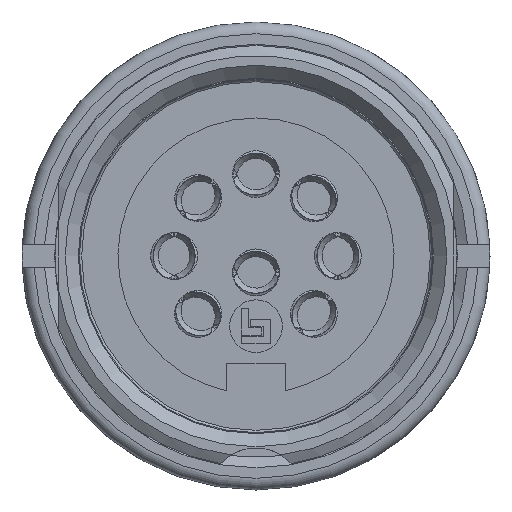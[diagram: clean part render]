
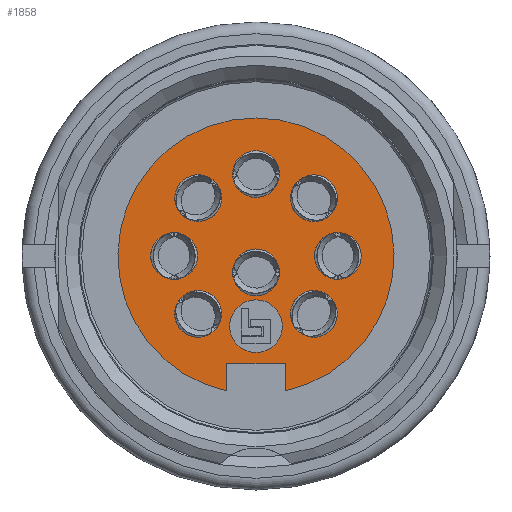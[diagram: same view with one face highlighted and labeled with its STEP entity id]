
A CAD part, left-side view. The second image highlights one B-rep face of the part: STEP entity #1858.
In plain terms, the highlighted planar face has unit normal (-1, 0, 0).
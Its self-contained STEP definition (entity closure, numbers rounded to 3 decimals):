
#878=FACE_BOUND('',#3447,.T.);
#879=FACE_BOUND('',#3448,.T.);
#880=FACE_BOUND('',#3449,.T.);
#881=FACE_BOUND('',#3450,.T.);
#882=FACE_BOUND('',#3451,.T.);
#883=FACE_BOUND('',#3452,.T.);
#884=FACE_BOUND('',#3453,.T.);
#885=FACE_BOUND('',#3454,.T.);
#886=FACE_BOUND('',#3455,.T.);
#887=FACE_BOUND('',#3456,.T.);
#1212=PLANE('',#13367);
#1858=ADVANCED_FACE('',(#878,#879,#880,#881,#882,#883,#884,#885,#886,#887),
#1212,.T.);
#3447=EDGE_LOOP('',(#8745));
#3448=EDGE_LOOP('',(#8746));
#3449=EDGE_LOOP('',(#8747));
#3450=EDGE_LOOP('',(#8748));
#3451=EDGE_LOOP('',(#8749));
#3452=EDGE_LOOP('',(#8750));
#3453=EDGE_LOOP('',(#8751));
#3454=EDGE_LOOP('',(#8752));
#3455=EDGE_LOOP('',(#8753,#8754,#8755,#8756));
#3456=EDGE_LOOP('',(#8757));
#4397=LINE('',#23679,#5312);
#4398=LINE('',#23682,#5313);
#4399=LINE('',#23686,#5314);
#5312=VECTOR('',#16241,1.);
#5313=VECTOR('',#16242,1.);
#5314=VECTOR('',#16245,1.);
#8745=ORIENTED_EDGE('',*,*,#11911,.T.);
#8746=ORIENTED_EDGE('',*,*,#11910,.T.);
#8747=ORIENTED_EDGE('',*,*,#11909,.T.);
#8748=ORIENTED_EDGE('',*,*,#11908,.T.);
#8749=ORIENTED_EDGE('',*,*,#11907,.T.);
#8750=ORIENTED_EDGE('',*,*,#11906,.T.);
#8751=ORIENTED_EDGE('',*,*,#11905,.T.);
#8752=ORIENTED_EDGE('',*,*,#11904,.T.);
#8753=ORIENTED_EDGE('',*,*,#11912,.T.);
#8754=ORIENTED_EDGE('',*,*,#11913,.T.);
#8755=ORIENTED_EDGE('',*,*,#11914,.F.);
#8756=ORIENTED_EDGE('',*,*,#11915,.T.);
#8757=ORIENTED_EDGE('',*,*,#11916,.T.);
#10118=VERTEX_POINT('',#23656);
#10119=VERTEX_POINT('',#23659);
#10120=VERTEX_POINT('',#23662);
#10121=VERTEX_POINT('',#23665);
#10122=VERTEX_POINT('',#23668);
#10123=VERTEX_POINT('',#23671);
#10124=VERTEX_POINT('',#23674);
#10125=VERTEX_POINT('',#23677);
#10126=VERTEX_POINT('',#23680);
#10127=VERTEX_POINT('',#23681);
#10128=VERTEX_POINT('',#23683);
#10129=VERTEX_POINT('',#23685);
#10130=VERTEX_POINT('',#23688);
#11904=EDGE_CURVE('',#10118,#10118,#12373,.T.);
#11905=EDGE_CURVE('',#10119,#10119,#12374,.T.);
#11906=EDGE_CURVE('',#10120,#10120,#12375,.T.);
#11907=EDGE_CURVE('',#10121,#10121,#12376,.T.);
#11908=EDGE_CURVE('',#10122,#10122,#12377,.T.);
#11909=EDGE_CURVE('',#10123,#10123,#12378,.T.);
#11910=EDGE_CURVE('',#10124,#10124,#12379,.T.);
#11911=EDGE_CURVE('',#10125,#10125,#12380,.T.);
#11912=EDGE_CURVE('',#10126,#10127,#4397,.T.);
#11913=EDGE_CURVE('',#10127,#10128,#4398,.T.);
#11914=EDGE_CURVE('',#10129,#10128,#12381,.T.);
#11915=EDGE_CURVE('',#10129,#10126,#4399,.T.);
#11916=EDGE_CURVE('',#10130,#10130,#12382,.T.);
#12373=CIRCLE('',#13349,1.);
#12374=CIRCLE('',#13351,1.);
#12375=CIRCLE('',#13353,1.);
#12376=CIRCLE('',#13355,1.);
#12377=CIRCLE('',#13357,1.);
#12378=CIRCLE('',#13359,1.125);
#12379=CIRCLE('',#13361,1.);
#12380=CIRCLE('',#13363,1.);
#12381=CIRCLE('',#13365,5.9);
#12382=CIRCLE('',#13366,1.);
#13349=AXIS2_PLACEMENT_3D('',#23655,#16209,#16210);
#13351=AXIS2_PLACEMENT_3D('',#23658,#16213,#16214);
#13353=AXIS2_PLACEMENT_3D('',#23661,#16217,#16218);
#13355=AXIS2_PLACEMENT_3D('',#23664,#16221,#16222);
#13357=AXIS2_PLACEMENT_3D('',#23667,#16225,#16226);
#13359=AXIS2_PLACEMENT_3D('',#23670,#16229,#16230);
#13361=AXIS2_PLACEMENT_3D('',#23673,#16233,#16234);
#13363=AXIS2_PLACEMENT_3D('',#23676,#16237,#16238);
#13365=AXIS2_PLACEMENT_3D('',#23684,#16243,#16244);
#13366=AXIS2_PLACEMENT_3D('',#23687,#16246,#16247);
#13367=AXIS2_PLACEMENT_3D('',#23689,#16248,#16249);
#16209=DIRECTION('',(1.,0.,0.));
#16210=DIRECTION('',(0.,0.,1.));
#16213=DIRECTION('',(1.,0.,0.));
#16214=DIRECTION('',(0.,0.,1.));
#16217=DIRECTION('',(1.,0.,0.));
#16218=DIRECTION('',(0.,0.,1.));
#16221=DIRECTION('',(1.,0.,0.));
#16222=DIRECTION('',(0.,0.,1.));
#16225=DIRECTION('',(1.,0.,0.));
#16226=DIRECTION('',(0.,0.,1.));
#16229=DIRECTION('',(1.,0.,0.));
#16230=DIRECTION('',(0.,0.,-1.));
#16233=DIRECTION('',(1.,0.,0.));
#16234=DIRECTION('',(0.,0.,1.));
#16237=DIRECTION('',(1.,0.,0.));
#16238=DIRECTION('',(0.,0.,1.));
#16241=DIRECTION('',(0.,-1.,0.));
#16242=DIRECTION('',(0.,0.,-1.));
#16243=DIRECTION('',(1.,0.,0.));
#16244=DIRECTION('',(0.,0.,-1.));
#16245=DIRECTION('',(0.,0.,1.));
#16246=DIRECTION('',(1.,0.,0.));
#16247=DIRECTION('',(0.,0.,-1.));
#16248=DIRECTION('',(-1.,0.,0.));
#16249=DIRECTION('',(0.,0.,1.));
#23655=CARTESIAN_POINT('',(-2.2,-3.5,0.));
#23656=CARTESIAN_POINT('',(-2.2,-3.5,1.));
#23658=CARTESIAN_POINT('',(-2.2,-2.475,2.47));
#23659=CARTESIAN_POINT('',(-2.2,-2.475,3.47));
#23661=CARTESIAN_POINT('',(-2.2,0.,3.5));
#23662=CARTESIAN_POINT('',(-2.2,0.,4.5));
#23664=CARTESIAN_POINT('',(-2.2,3.5,0.));
#23665=CARTESIAN_POINT('',(-2.2,3.5,1.));
#23667=CARTESIAN_POINT('',(-2.2,2.47,2.475));
#23668=CARTESIAN_POINT('',(-2.2,2.47,3.475));
#23670=CARTESIAN_POINT('',(-2.2,0.,-3.));
#23671=CARTESIAN_POINT('',(-2.2,0.,-4.125));
#23673=CARTESIAN_POINT('',(-2.2,-2.475,-2.475));
#23674=CARTESIAN_POINT('',(-2.2,-2.475,-1.475));
#23676=CARTESIAN_POINT('',(-2.2,2.475,-2.475));
#23677=CARTESIAN_POINT('',(-2.2,2.475,-1.475));
#23679=CARTESIAN_POINT('',(-2.2,1.25,-4.6));
#23680=CARTESIAN_POINT('',(-2.2,1.25,-4.6));
#23681=CARTESIAN_POINT('',(-2.2,-1.25,-4.6));
#23682=CARTESIAN_POINT('',(-2.2,-1.25,-4.6));
#23683=CARTESIAN_POINT('',(-2.2,-1.25,-5.766));
#23684=CARTESIAN_POINT('',(-2.2,0.,0.));
#23685=CARTESIAN_POINT('',(-2.2,1.25,-5.766));
#23686=CARTESIAN_POINT('',(-2.2,1.25,-5.766));
#23687=CARTESIAN_POINT('',(-2.2,0.,-0.7));
#23688=CARTESIAN_POINT('',(-2.2,0.,-1.7));
#23689=CARTESIAN_POINT('',(-2.2,0.,0.));
